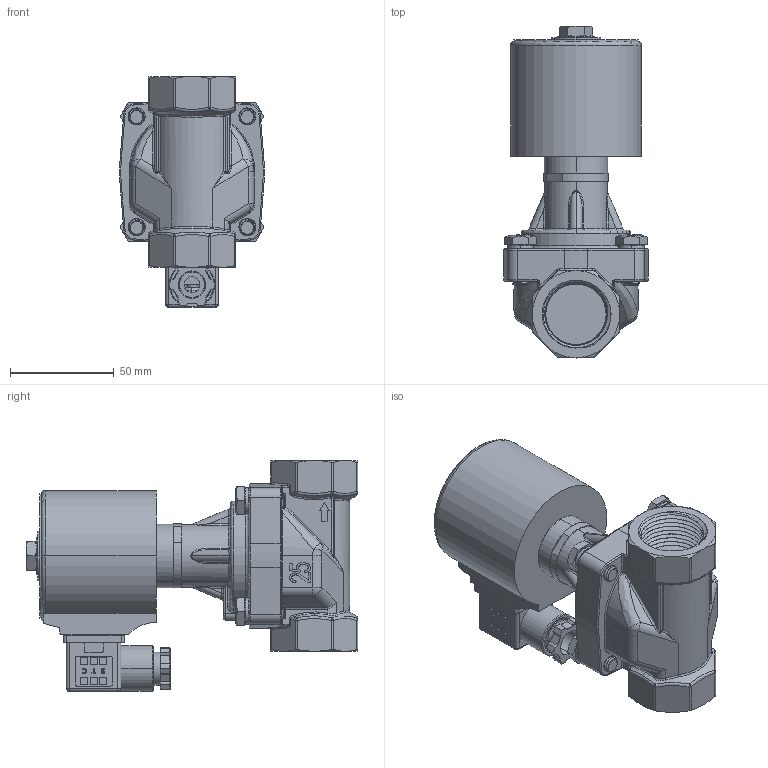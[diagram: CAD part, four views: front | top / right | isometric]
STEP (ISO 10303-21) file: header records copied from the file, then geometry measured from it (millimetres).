
FILE_DESCRIPTION (( 'STEP AP214' ), '1' );
FILE_NAME ('2LS250-1.STEP', '2018-08-16T22:28:32', ( '' ), ( '' ), 'SwSTEP 2.0', 'SolidWorks 2016', '' );
FILE_SCHEMA (( 'AUTOMOTIVE_DESIGN' ));
Length unit declared in the file: millimetre
Products named in the file (1): 2LS250-1
Bounding box: 69.84 x 160 x 111.38 mm (x, y, z)
Volume: 402692.4 mm3; surface area: 94303.1 mm2
Topology: 23 solids, 23 shells, 2322 faces, 6382 edges, 4156 vertices
Faces by surface type: plane 1085, cylinder 716, bspline 272, cone 122, torus 78, sphere 49
Entity records: 167204 total; most frequent: CARTESIAN_POINT 86460, ORIENTED_EDGE 12700, DIRECTION 9564, EDGE_CURVE 6350, VERTEX_POINT 4156, VECTOR 3564, LINE 3564, AXIS2_PLACEMENT_3D 3000
